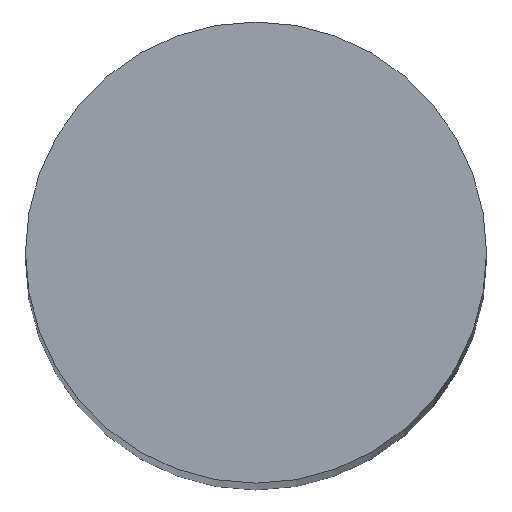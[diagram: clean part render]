
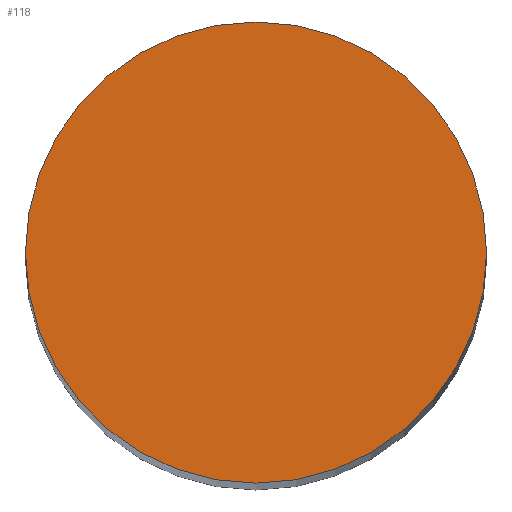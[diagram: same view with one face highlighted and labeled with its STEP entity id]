
A CAD part, top view. The second image highlights one B-rep face of the part: STEP entity #118.
In plain terms, the highlighted planar face has unit normal (0, 0, 1).
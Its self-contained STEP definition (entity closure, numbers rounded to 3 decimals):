
#3 = AXIS2_PLACEMENT_3D ( 'NONE', #73, #88, #84 ) ;
#13 = CARTESIAN_POINT ( 'NONE',  ( 0., 0., 0. ) ) ;
#14 = CARTESIAN_POINT ( 'NONE',  ( 4., 0., 0. ) ) ;
#15 = AXIS2_PLACEMENT_3D ( 'NONE', #62, #65, #64 ) ;
#21 = AXIS2_PLACEMENT_3D ( 'NONE', #13, #135, #132 ) ;
#62 = CARTESIAN_POINT ( 'NONE',  ( 0., 0., 0. ) ) ;
#63 = EDGE_CURVE ( 'NONE', #98, #159, #166, .T. ) ;
#64 = DIRECTION ( 'NONE',  ( 1., 0., 0. ) ) ;
#65 = DIRECTION ( 'NONE',  ( 0., 0., 1. ) ) ;
#73 = CARTESIAN_POINT ( 'NONE',  ( 0., 0., 0. ) ) ;
#78 = PLANE ( 'NONE',  #3 ) ;
#84 = DIRECTION ( 'NONE',  ( 1., 0., 0. ) ) ;
#88 = DIRECTION ( 'NONE',  ( 0., 0., 1. ) ) ;
#92 = CARTESIAN_POINT ( 'NONE',  ( -4., 0., 0. ) ) ;
#97 = EDGE_CURVE ( 'NONE', #159, #98, #155, .T. ) ;
#98 = VERTEX_POINT ( 'NONE', #92 ) ;
#118 = ADVANCED_FACE ( 'NONE', ( #151 ), #78, .T. ) ;
#132 = DIRECTION ( 'NONE',  ( 1., 0., 0. ) ) ;
#135 = DIRECTION ( 'NONE',  ( 0., 0., 1. ) ) ;
#151 = FACE_OUTER_BOUND ( 'NONE', #160, .T. ) ;
#155 = CIRCLE ( 'NONE', #15, 4. ) ;
#159 = VERTEX_POINT ( 'NONE', #14 ) ;
#160 = EDGE_LOOP ( 'NONE', ( #163, #162 ) ) ;
#162 = ORIENTED_EDGE ( 'NONE', *, *, #63, .T. ) ;
#163 = ORIENTED_EDGE ( 'NONE', *, *, #97, .T. ) ;
#166 = CIRCLE ( 'NONE', #21, 4. ) ;
